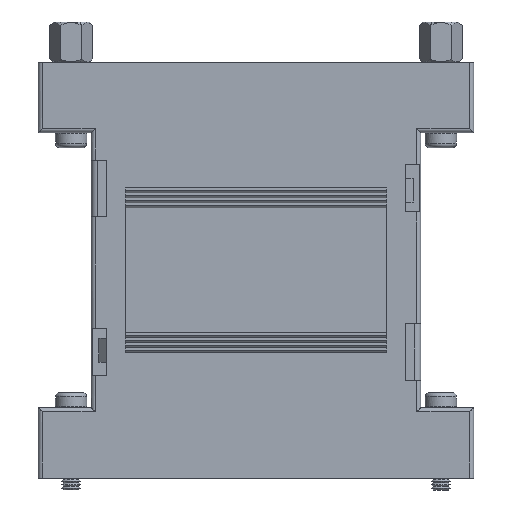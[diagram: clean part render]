
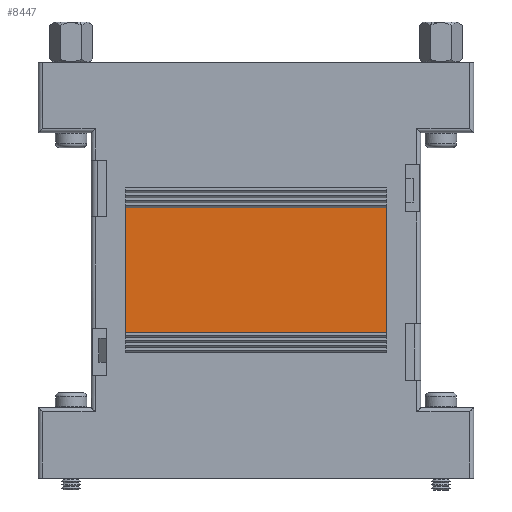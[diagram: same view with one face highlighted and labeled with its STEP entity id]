
A CAD part, left-side view. The second image highlights one B-rep face of the part: STEP entity #8447.
In plain terms, the highlighted face is planar.
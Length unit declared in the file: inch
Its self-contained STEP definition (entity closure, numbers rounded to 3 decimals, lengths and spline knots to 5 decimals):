
#196 = DIRECTION ( 'NONE',  ( 0., 0., 1. ) ) ;
#229 = EDGE_LOOP ( 'NONE', ( #284, #4257, #7325, #6065 ) ) ;
#262 = CARTESIAN_POINT ( 'NONE',  ( 0., -0.03307, 0. ) ) ;
#284 = ORIENTED_EDGE ( 'NONE', *, *, #7523, .T. ) ;
#310 = VERTEX_POINT ( 'NONE', #5440 ) ;
#669 = AXIS2_PLACEMENT_3D ( 'NONE', #262, #5410, #196 ) ;
#1170 = VECTOR ( 'NONE', #1370, 39.37008 ) ;
#1362 = CARTESIAN_POINT ( 'NONE',  ( 0.3125, -0.03307, -0.655 ) ) ;
#1370 = DIRECTION ( 'NONE',  ( -1., 0., 0. ) ) ;
#1394 = CARTESIAN_POINT ( 'NONE',  ( -0.3125, -0.03307, 0.655 ) ) ;
#1661 = PLANE ( 'NONE',  #669 ) ;
#1774 = VECTOR ( 'NONE', #2492, 39.37008 ) ;
#1886 = VECTOR ( 'NONE', #2078, 39.37008 ) ;
#2078 = DIRECTION ( 'NONE',  ( 0., 0., -1. ) ) ;
#2492 = DIRECTION ( 'NONE',  ( 0., 0., -1. ) ) ;
#3190 = CARTESIAN_POINT ( 'NONE',  ( -0.4125, -0.03307, -0.655 ) ) ;
#3318 = EDGE_CURVE ( 'NONE', #310, #4964, #7689, .T. ) ;
#3834 = CARTESIAN_POINT ( 'NONE',  ( -0.3125, -0.03307, -0.655 ) ) ;
#3853 = VERTEX_POINT ( 'NONE', #4151 ) ;
#4026 = LINE ( 'NONE', #4636, #1774 ) ;
#4151 = CARTESIAN_POINT ( 'NONE',  ( 0.3125, -0.03307, 0.655 ) ) ;
#4257 = ORIENTED_EDGE ( 'NONE', *, *, #4974, .T. ) ;
#4397 = DIRECTION ( 'NONE',  ( 1., 0., 0. ) ) ;
#4555 = LINE ( 'NONE', #8560, #7795 ) ;
#4636 = CARTESIAN_POINT ( 'NONE',  ( 0.3125, -0.03307, 0.655 ) ) ;
#4964 = VERTEX_POINT ( 'NONE', #3834 ) ;
#4974 = EDGE_CURVE ( 'NONE', #6914, #4964, #8918, .T. ) ;
#5410 = DIRECTION ( 'NONE',  ( 0., 1., 0. ) ) ;
#5440 = CARTESIAN_POINT ( 'NONE',  ( -0.3125, -0.03307, 0.655 ) ) ;
#6065 = ORIENTED_EDGE ( 'NONE', *, *, #7101, .T. ) ;
#6914 = VERTEX_POINT ( 'NONE', #1362 ) ;
#7101 = EDGE_CURVE ( 'NONE', #310, #3853, #4555, .T. ) ;
#7325 = ORIENTED_EDGE ( 'NONE', *, *, #3318, .F. ) ;
#7523 = EDGE_CURVE ( 'NONE', #3853, #6914, #4026, .T. ) ;
#7689 = LINE ( 'NONE', #1394, #1886 ) ;
#7795 = VECTOR ( 'NONE', #4397, 39.37008 ) ;
#8447 = ADVANCED_FACE ( 'NONE', ( #8531 ), #1661, .T. ) ;
#8531 = FACE_OUTER_BOUND ( 'NONE', #229, .T. ) ;
#8560 = CARTESIAN_POINT ( 'NONE',  ( -0.4125, -0.03307, 0.655 ) ) ;
#8918 = LINE ( 'NONE', #3190, #1170 ) ;
